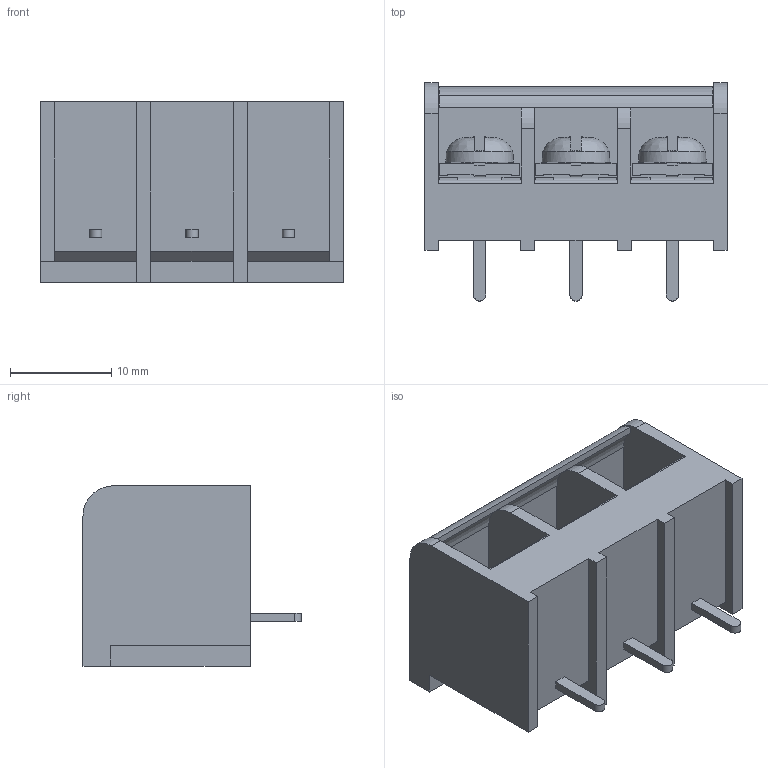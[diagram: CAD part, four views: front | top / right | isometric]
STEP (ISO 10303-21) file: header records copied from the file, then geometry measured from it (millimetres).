
FILE_DESCRIPTION(/* description */ ('STEP AP214'),/* implementation_level */ '2;1');
FILE_NAME(/* name */ 'psolqas_17776_0',/* time_stamp */ '2023-12-06T01:14:45+01:00',/* author */ ('License CC BY-ND 4.0'),/* organization */ ('CADENAS'),/* preprocessor_version */ 'ST-DEVELOPER v19.3',/* originating_system */ 'PARTsolutions',/* authorisation */ ' ');
FILE_SCHEMA (('AUTOMOTIVE_DESIGN {1 0 10303 214 3 1 1}'));
Length unit declared in the file: metre
Products named in the file (1): DINKLE_DT-49-C91W-XX
Bounding box: 29.8 x 21.5 x 17.8 mm (x, y, z)
Volume: 4678 mm3; surface area: 5362.7 mm2
Topology: 1 solids, 1 shells, 339 faces, 1002 edges, 657 vertices
Faces by surface type: plane 295, cylinder 23, cone 15, bspline 6
Entity records: 14205 total; most frequent: CARTESIAN_POINT 2788, ORIENTED_EDGE 1992, DIRECTION 1722, EDGE_CURVE 996, LINE 830, VECTOR 830, VERTEX_POINT 654, AXIS2_PLACEMENT_3D 446
